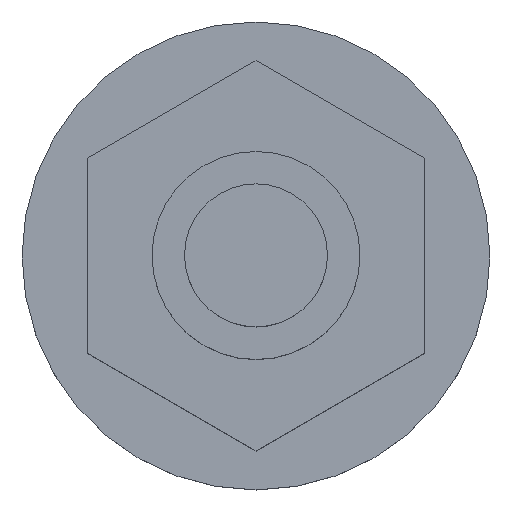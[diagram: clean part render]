
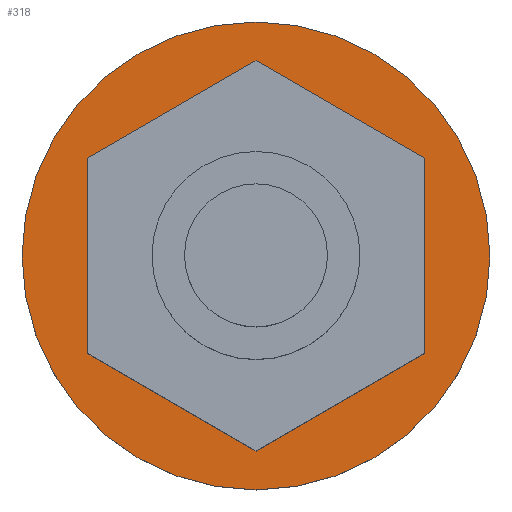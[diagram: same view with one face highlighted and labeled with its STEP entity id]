
A CAD part, top view. The second image highlights one B-rep face of the part: STEP entity #318.
In plain terms, the highlighted planar face has unit normal (0, 0, 1).
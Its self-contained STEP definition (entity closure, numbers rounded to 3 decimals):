
#17=FACE_BOUND('',#83,.T.);
#31=PLANE('',#377);
#58=FACE_OUTER_BOUND('',#82,.T.);
#82=EDGE_LOOP('',(#284));
#83=EDGE_LOOP('',(#285,#286,#287,#288,#289,#290));
#106=LINE('',#541,#131);
#109=LINE('',#546,#134);
#111=LINE('',#550,#136);
#113=LINE('',#554,#138);
#115=LINE('',#558,#140);
#117=LINE('',#561,#142);
#131=VECTOR('',#444,7.506);
#134=VECTOR('',#449,7.506);
#136=VECTOR('',#453,7.506);
#138=VECTOR('',#457,7.506);
#140=VECTOR('',#461,7.506);
#142=VECTOR('',#465,7.506);
#151=CIRCLE('',#360,9.);
#165=VERTEX_POINT('',#508);
#177=VERTEX_POINT('',#539);
#178=VERTEX_POINT('',#540);
#179=VERTEX_POINT('',#545);
#180=VERTEX_POINT('',#549);
#181=VERTEX_POINT('',#553);
#182=VERTEX_POINT('',#557);
#195=EDGE_CURVE('',#165,#165,#151,.T.);
#210=EDGE_CURVE('',#177,#178,#106,.T.);
#213=EDGE_CURVE('',#179,#177,#109,.T.);
#215=EDGE_CURVE('',#180,#179,#111,.T.);
#217=EDGE_CURVE('',#181,#180,#113,.T.);
#219=EDGE_CURVE('',#182,#181,#115,.T.);
#221=EDGE_CURVE('',#178,#182,#117,.T.);
#284=ORIENTED_EDGE('',*,*,#195,.F.);
#285=ORIENTED_EDGE('',*,*,#210,.T.);
#286=ORIENTED_EDGE('',*,*,#221,.T.);
#287=ORIENTED_EDGE('',*,*,#219,.T.);
#288=ORIENTED_EDGE('',*,*,#217,.T.);
#289=ORIENTED_EDGE('',*,*,#215,.T.);
#290=ORIENTED_EDGE('',*,*,#213,.T.);
#318=ADVANCED_FACE('',(#58,#17),#31,.T.);
#360=AXIS2_PLACEMENT_3D('',#509,#415,#416);
#377=AXIS2_PLACEMENT_3D('',#564,#470,#471);
#415=DIRECTION('center_axis',(0.,0.,-1.));
#416=DIRECTION('ref_axis',(0.,-1.,0.));
#444=DIRECTION('',(0.,1.,0.));
#449=DIRECTION('',(-0.866,0.5,0.));
#453=DIRECTION('',(-0.866,-0.5,0.));
#457=DIRECTION('',(0.,-1.,0.));
#461=DIRECTION('',(0.866,-0.5,0.));
#465=DIRECTION('',(0.866,0.5,0.));
#470=DIRECTION('center_axis',(0.,0.,1.));
#471=DIRECTION('ref_axis',(0.,-1.,0.));
#508=CARTESIAN_POINT('',(0.,9.,1.6));
#509=CARTESIAN_POINT('Origin',(0.,0.,1.6));
#539=CARTESIAN_POINT('',(-6.5,-3.753,1.6));
#540=CARTESIAN_POINT('',(-6.5,3.753,1.6));
#541=CARTESIAN_POINT('',(-6.5,-1.374,1.6));
#545=CARTESIAN_POINT('',(0.,-7.506,1.6));
#546=CARTESIAN_POINT('',(-3.468,-5.503,1.6));
#549=CARTESIAN_POINT('',(6.5,-3.753,1.6));
#550=CARTESIAN_POINT('',(0.218,-7.38,1.6));
#553=CARTESIAN_POINT('',(6.5,3.753,1.6));
#554=CARTESIAN_POINT('',(6.5,-5.126,1.6));
#557=CARTESIAN_POINT('',(0.,7.506,1.6));
#558=CARTESIAN_POINT('',(6.282,3.878,1.6));
#561=CARTESIAN_POINT('',(-3.032,5.755,1.6));
#564=CARTESIAN_POINT('Origin',(0.,-6.5,1.6));
